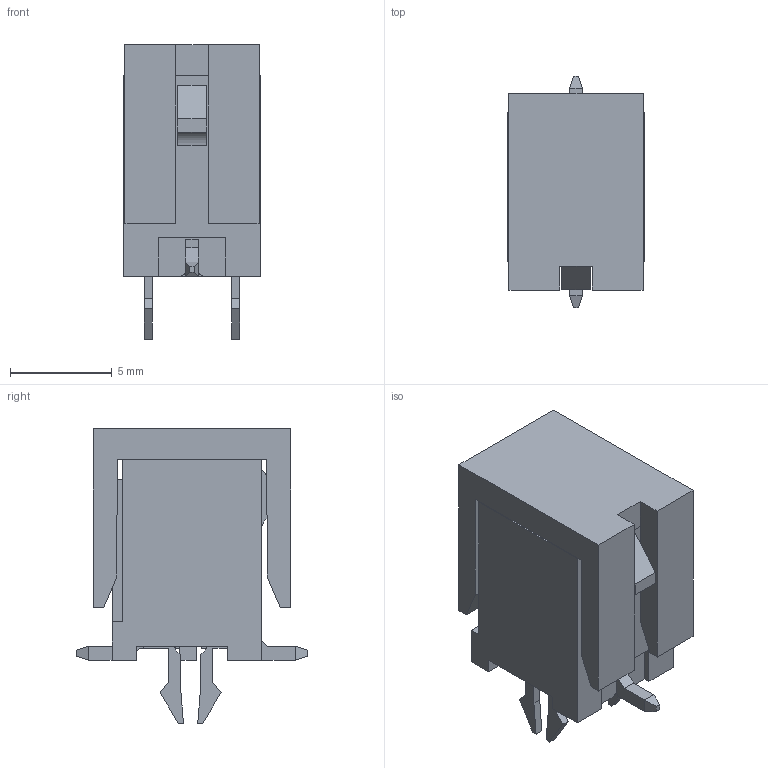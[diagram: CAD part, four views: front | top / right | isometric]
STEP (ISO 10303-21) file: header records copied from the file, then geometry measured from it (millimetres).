
FILE_DESCRIPTION(/* description */ ('Unknown'),/* implementation_level */ '2;1');
FILE_NAME(/* name */ '662302235922',/* time_stamp */ '2017-07-06T09:56:03+02:00',/* author */ ('Unknown'),/* organization */ ('Unknown'),/* preprocessor_version */ 'ST-DEVELOPER v16.7',/* originating_system */ 'DEX',/* authorisation */ $);
FILE_SCHEMA (('AP242_MANAGED_MODEL_BASED_3D_ENGINEERING_MIM_LF { 1 0 10303 442 1 1 4 }','AUTOMOTIVE_DESIGN {1 0 10303 214 3 1 1}'));
Length unit declared in the file: millimetre
Products named in the file (5): 6623xx235922; 662002235922; 6620xx235922; 6623xx231822_Cap1; 6620xx235922_PIN
Assembly tree (6 placements, depth 2):
  6623xx235922
    662002235922
    6620xx235922  x2
    6623xx231822_Cap1
    6620xx235922_PIN  x2
Bounding box: 6.7 x 11.4 x 14.5 mm (x, y, z)
Volume: 515.7 mm3; surface area: 1305.7 mm2
Topology: 6 solids, 6 shells, 253 faces, 720 edges, 474 vertices
Faces by surface type: plane 244, cylinder 9
Entity records: 6727 total; most frequent: CARTESIAN_POINT 1190, ORIENTED_EDGE 1180, DIRECTION 1024, EDGE_CURVE 590, LINE 576, VECTOR 576, VERTEX_POINT 390, AXIS2_PLACEMENT_3D 224
